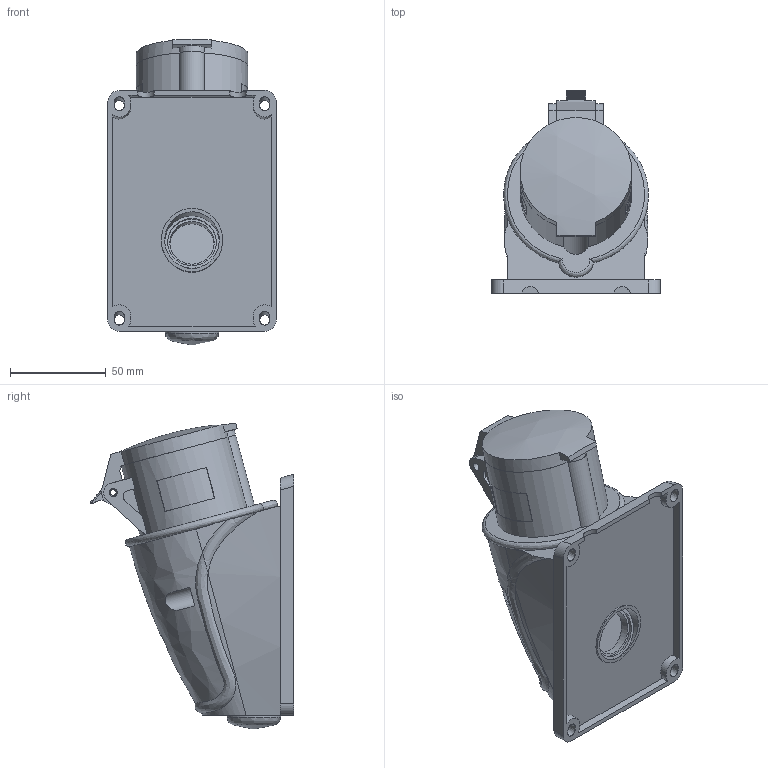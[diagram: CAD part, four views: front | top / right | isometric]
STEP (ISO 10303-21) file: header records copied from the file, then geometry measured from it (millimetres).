
FILE_DESCRIPTION (( 'STEP AP203' ), '1' );
FILE_NAME ('PSN12-016-4 Ðîçåòêà ñòàöèîíàðíàÿ ÑÑÈ-114 16À-6÷380-415Â 3Ð+ÐÅ IP44 MAGNUM ÈÝÊ.STEP', '2016-11-01T13:42:37', ( '' ), ( '' ), 'SwSTEP 2.0', 'SolidWorks 2014', '' );
FILE_SCHEMA (( 'CONFIG_CONTROL_DESIGN' ));
Length unit declared in the file: millimetre
Products named in the file (1): PSN12-016-4 Ðîçåòêà ñòàöèîíàðíàÿ ÑÑÈ-114 16À-6÷380-415Â 3Ð+ÐÅ IP44 MAGNUM ÈÝÊ
Bounding box: 88 x 106.09 x 159.7 mm (x, y, z)
Volume: 235342.8 mm3; surface area: 129313 mm2
Topology: 2 solids, 3 shells, 508 faces, 1332 edges, 883 vertices
Faces by surface type: plane 291, cylinder 124, bspline 68, sphere 12, cone 11, torus 2
Full cylindrical faces by diameter (mm): 3 x1, 4.2 x2, 5 x1, 5.7 x1, 6 x7, 7.5 x3, 8 x1, 9.5 x1, 11 x2, 13 x1, 13.5 x1, 20.4 x1, 23.1 x2, 23.5 x1, 25 x1, 25.4 x1, 27.1 x1, 28 x1, 28.5 x1, 32 x2, 41.4 x1, 43.9 x1, 45.8 x1, 47.9 x1, 55.5 x1, 61.4 x1
Entity records: 23161 total; most frequent: CARTESIAN_POINT 11332, ORIENTED_EDGE 2496, DIRECTION 2185, EDGE_CURVE 1248, VERTEX_POINT 864, AXIS2_PLACEMENT_3D 741, VECTOR 703, LINE 703
